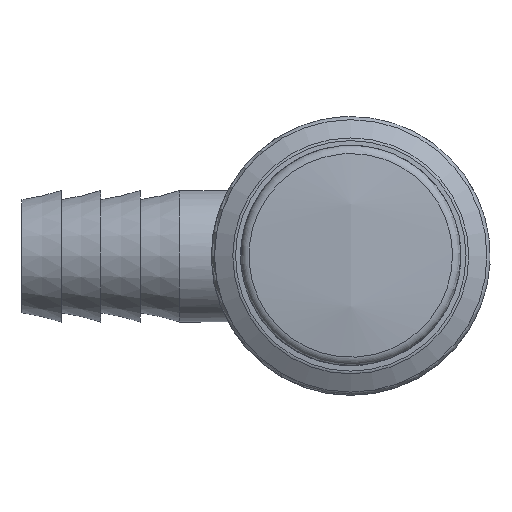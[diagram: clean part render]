
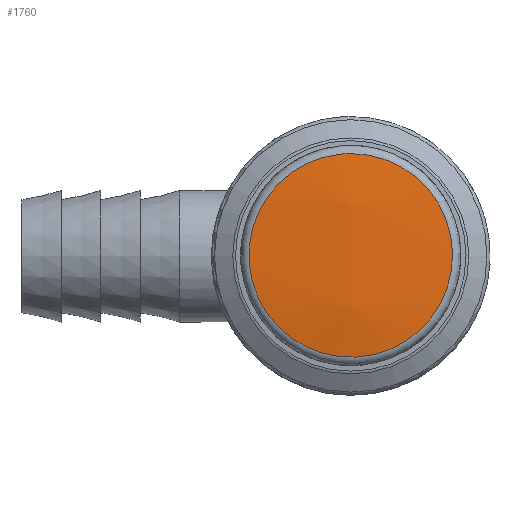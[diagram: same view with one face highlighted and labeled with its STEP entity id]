
A CAD part, top view. The second image highlights one B-rep face of the part: STEP entity #1760.
In plain terms, the highlighted spherical face has radius 99 mm.
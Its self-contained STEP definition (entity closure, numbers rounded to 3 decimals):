
#12=SPHERICAL_SURFACE($,#1973,99.);
#397=FACE_OUTER_BOUND($,#534,.T.);
#534=EDGE_LOOP($,(#1426));
#594=CIRCLE($,#1824,15.485);
#729=VERTEX_POINT($,#2690);
#896=EDGE_CURVE($,#729,#729,#594,.T.);
#1426=ORIENTED_EDGE($,*,*,#896,.F.);
#1760=ADVANCED_FACE($,(#397),#12,.T.);
#1824=AXIS2_PLACEMENT_3D($,#2691,#2095,#2096);
#1973=AXIS2_PLACEMENT_3D($,#3070,#2441,#2442);
#2095=DIRECTION('center_axis',(0.,0.,-1.));
#2096=DIRECTION('ref_axis',(0.,-1.,0.));
#2441=DIRECTION('center_axis',(-1.,0.,0.));
#2442=DIRECTION('ref_axis',(0.,0.,1.));
#2690=CARTESIAN_POINT('',(50.,15.485,73.782));
#2691=CARTESIAN_POINT('Origin',(50.,0.,73.782));
#3070=CARTESIAN_POINT('Origin',(50.,0.,-24.));
